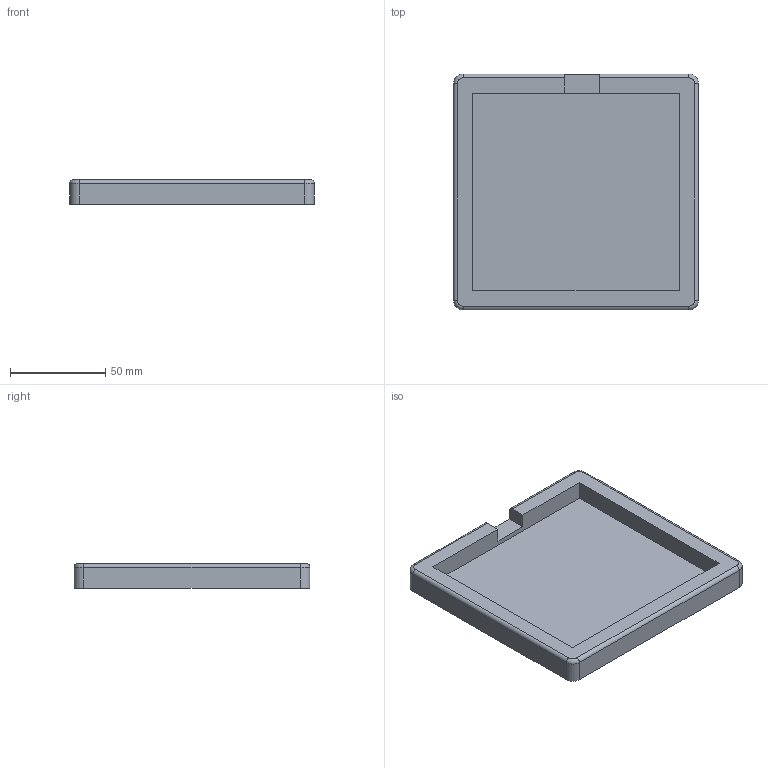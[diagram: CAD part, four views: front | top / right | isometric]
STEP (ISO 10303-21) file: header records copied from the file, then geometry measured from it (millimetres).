
FILE_DESCRIPTION(/* description */ (''),/* implementation_level */ '2;1');
FILE_NAME(/* name */ '7778d3de-09bf-4166-ad15-23acad8f9540.stp',/* time_stamp */ '2025-08-01T02:36:18Z',/* author */ (''),/* organization */ (''),/* preprocessor_version */ 'ST-DEVELOPER v20.1',/* originating_system */ 'Autodesk Translation Framework v14.10.0.0',/* authorisation */ '');
FILE_SCHEMA (('AUTOMOTIVE_DESIGN { 1 0 10303 214 3 1 1 }'));
Length unit declared in the file: millimetre
Products named in the file (2): PCB Base; VROOOOOOMpad
Assembly tree (1 placements, depth 2):
  PCB Base
    VROOOOOOMpad
Bounding box: 128.5 x 123.75 x 13 mm (x, y, z)
Volume: 91771.2 mm3; surface area: 42399 mm2
Topology: 1 solids, 1 shells, 296 faces, 790 edges, 524 vertices
Faces by surface type: bspline 188, plane 87, cylinder 17, torus 4
Full cylindrical faces by diameter (mm): 3.4 x4, 6 x4
Entity records: 10981 total; most frequent: CARTESIAN_POINT 4809, ORIENTED_EDGE 1580, EDGE_CURVE 790, DIRECTION 674, VERTEX_POINT 524, B_SPLINE_CURVE_WITH_KNOTS 376, LINE 376, VECTOR 376
